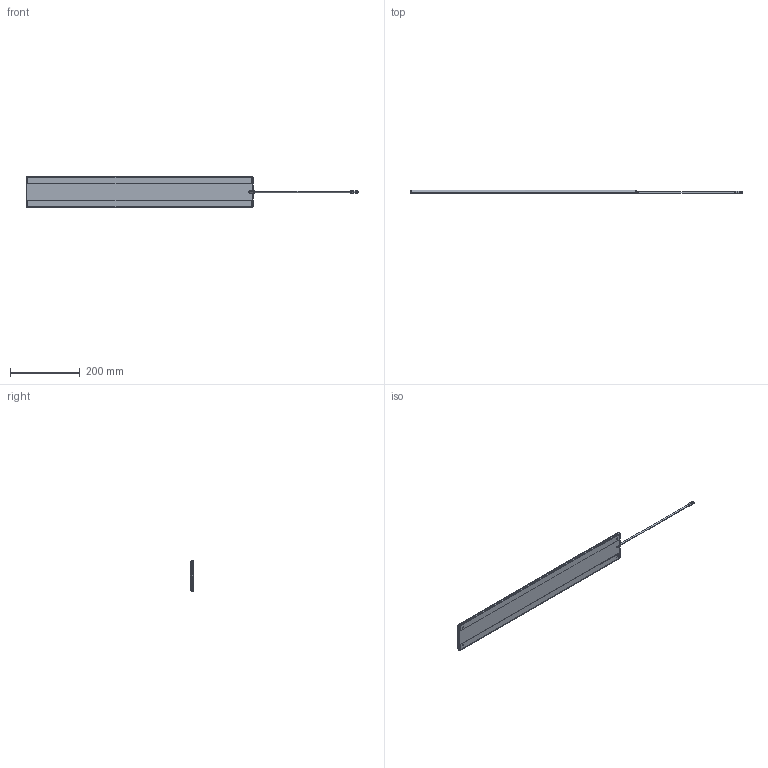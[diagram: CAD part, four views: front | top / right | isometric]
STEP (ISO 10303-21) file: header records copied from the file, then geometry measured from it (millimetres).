
FILE_DESCRIPTION (( 'STEP AP214' ), '1' );
FILE_NAME ('A8060 Antenna 20-3-25.STEP', '2025-03-19T21:51:30', ( '' ), ( '' ), 'SwSTEP 2.0', 'SolidWorks 2019', '' );
FILE_SCHEMA (( 'AUTOMOTIVE_DESIGN' ));
Length unit declared in the file: millimetre
Products named in the file (6): A8060 Antenna Panel (Dumb) 20-3-25; 71759-CM Label, Times-7 Logo for Radomes 7-9-23; 71222-CM (Dumb For A8060) Tape, TS 1811 DS Foam 25m x 18mm x 1mm Thick White 6-6-19; 71640-CM (Dumb For A8060) Cable Assy, SMA Jack-2m LCom 195 Cable-SMA Jack 20-3-25; 71449-CM A8060 Formed Radome 20-3-25; A8060 Antenna 20-3-25
Assembly tree (6 placements, depth 2):
  A8060 Antenna 20-3-25
    71449-CM A8060 Formed Radome 20-3-25
    71222-CM (Dumb For A8060) Tape, TS 1811 DS Foam 25m x 18mm x 1mm Thick White 6-6-19  x2
    A8060 Antenna Panel (Dumb) 20-3-25
    71640-CM (Dumb For A8060) Cable Assy, SMA Jack-2m LCom 195 Cable-SMA Jack 20-3-25
    71759-CM Label, Times-7 Logo for Radomes 7-9-23
Bounding box: 950.09 x 10.6 x 88 mm (x, y, z)
Volume: 524909.2 mm3; surface area: 307741.4 mm2
Topology: 6 solids, 6 shells, 259 faces, 666 edges, 431 vertices
Faces by surface type: plane 128, cylinder 105, bspline 16, cone 8, torus 2
Entity records: 11129 total; most frequent: CARTESIAN_POINT 3427, ORIENTED_EDGE 1300, DIRECTION 1199, EDGE_CURVE 650, VERTEX_POINT 423, LINE 411, VECTOR 411, AXIS2_PLACEMENT_3D 394
